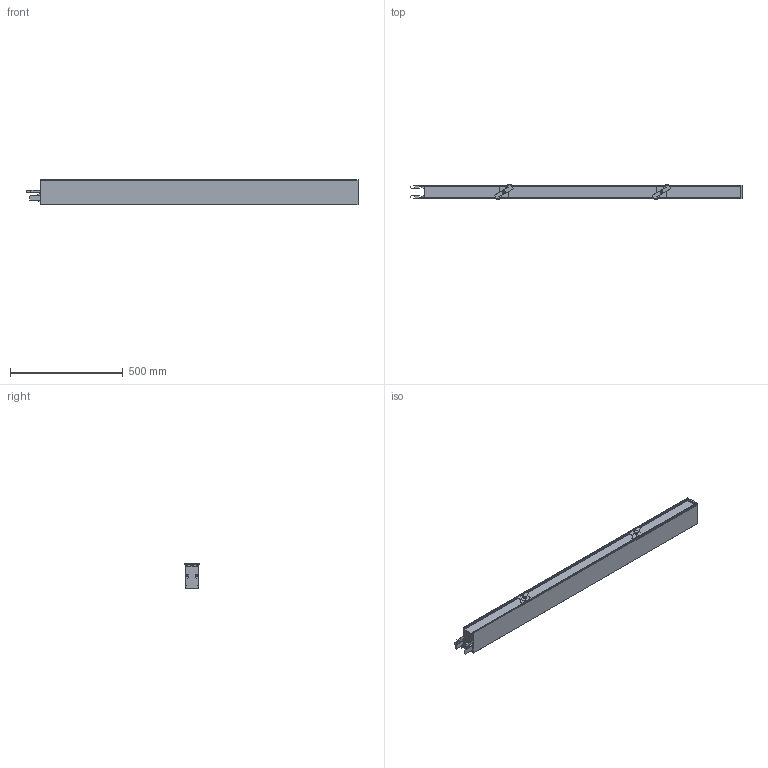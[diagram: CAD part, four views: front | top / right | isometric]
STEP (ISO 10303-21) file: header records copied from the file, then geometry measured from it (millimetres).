
FILE_DESCRIPTION(/* description */ (''),/* implementation_level */ '2;1');
FILE_NAME(/* name */ '10000134520n3p000_00.stp',/* time_stamp */ '2022-02-02T08:43:43+01:00',/* author */ (''),/* organization */ (''),/* preprocessor_version */ 'ST-DEVELOPER v15',/* originating_system */ 'SIEMENS PLM Software NX 9.0',/* authorisation */ '');
FILE_SCHEMA (('AUTOMOTIVE_DESIGN { 1 0 10303 214 3 1 1 1 }'));
Length unit declared in the file: millimetre
Products named in the file (1): 10000134520n3p000_00
Bounding box: 1473.54 x 62.47 x 113 mm (x, y, z)
Volume: 8569585.5 mm3; surface area: 587973.3 mm2
Topology: 1 solids, 3 shells, 322 faces, 882 edges, 570 vertices
Faces by surface type: plane 214, cylinder 102, cone 6
Entity records: 10302 total; most frequent: CARTESIAN_POINT 1995, ORIENTED_EDGE 1764, DIRECTION 1682, EDGE_CURVE 882, LINE 644, VECTOR 644, VERTEX_POINT 570, AXIS2_PLACEMENT_3D 519
